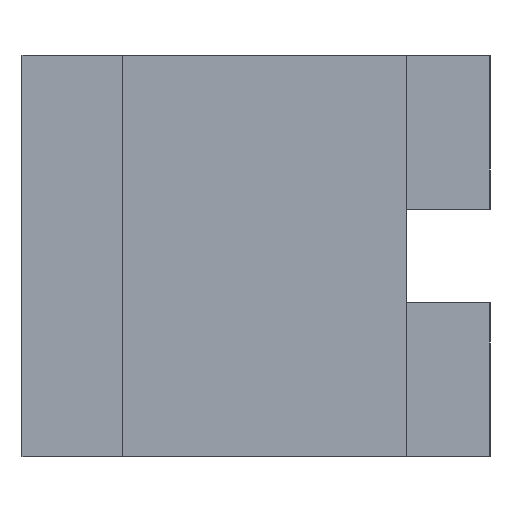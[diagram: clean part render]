
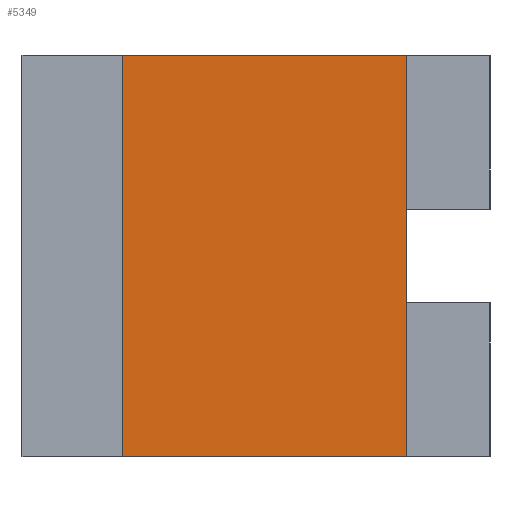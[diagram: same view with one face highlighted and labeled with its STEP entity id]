
A CAD part, left-side view. The second image highlights one B-rep face of the part: STEP entity #5349.
In plain terms, the highlighted planar face has unit normal (-1, 0, 0).
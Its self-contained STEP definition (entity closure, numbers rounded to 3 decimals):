
#3 = FACE_OUTER_BOUND ( 'NONE', #6283, .T. ) ;
#467 = ORIENTED_EDGE ( 'NONE', *, *, #921, .F. ) ;
#501 = VERTEX_POINT ( 'NONE', #5174 ) ;
#649 = VECTOR ( 'NONE', #3716, 1000. ) ;
#829 = CARTESIAN_POINT ( 'NONE',  ( -1., 0.25, -0.6 ) ) ;
#850 = CARTESIAN_POINT ( 'NONE',  ( -1., 1.1, -0.6 ) ) ;
#921 = EDGE_CURVE ( 'NONE', #2610, #501, #3305, .T. ) ;
#1191 = CARTESIAN_POINT ( 'NONE',  ( -1., 1.1, 0.6 ) ) ;
#1387 = CARTESIAN_POINT ( 'NONE',  ( -1., 1.1, 0.6 ) ) ;
#1641 = LINE ( 'NONE', #4351, #3382 ) ;
#1897 = EDGE_CURVE ( 'NONE', #6841, #2610, #1641, .T. ) ;
#2183 = CARTESIAN_POINT ( 'NONE',  ( -1., 0.25, -0.6 ) ) ;
#2210 = DIRECTION ( 'NONE',  ( 0., 0., 1. ) ) ;
#2610 = VERTEX_POINT ( 'NONE', #1191 ) ;
#3305 = LINE ( 'NONE', #1387, #649 ) ;
#3359 = DIRECTION ( 'NONE',  ( 0., 0., 1. ) ) ;
#3382 = VECTOR ( 'NONE', #2210, 1000. ) ;
#3518 = ORIENTED_EDGE ( 'NONE', *, *, #1897, .F. ) ;
#3716 = DIRECTION ( 'NONE',  ( 0., -1., 0. ) ) ;
#4030 = VECTOR ( 'NONE', #6092, 1000. ) ;
#4351 = CARTESIAN_POINT ( 'NONE',  ( -1., 1.1, -0.6 ) ) ;
#4750 = LINE ( 'NONE', #5527, #4030 ) ;
#5174 = CARTESIAN_POINT ( 'NONE',  ( -1., 0.25, 0.6 ) ) ;
#5349 = ADVANCED_FACE ( 'NONE', ( #3 ), #6414, .T. ) ;
#5527 = CARTESIAN_POINT ( 'NONE',  ( -1., 1.1, -0.6 ) ) ;
#5587 = LINE ( 'NONE', #2183, #7422 ) ;
#6092 = DIRECTION ( 'NONE',  ( 0., -1., 0. ) ) ;
#6283 = EDGE_LOOP ( 'NONE', ( #467, #3518, #6521, #6863 ) ) ;
#6414 = PLANE ( 'NONE',  #6912 ) ;
#6521 = ORIENTED_EDGE ( 'NONE', *, *, #6957, .T. ) ;
#6580 = EDGE_CURVE ( 'NONE', #6831, #501, #5587, .T. ) ;
#6831 = VERTEX_POINT ( 'NONE', #829 ) ;
#6841 = VERTEX_POINT ( 'NONE', #850 ) ;
#6863 = ORIENTED_EDGE ( 'NONE', *, *, #6580, .T. ) ;
#6912 = AXIS2_PLACEMENT_3D ( 'NONE', #6954, #7579, #7012 ) ;
#6954 = CARTESIAN_POINT ( 'NONE',  ( -1., 1.1, -0.6 ) ) ;
#6957 = EDGE_CURVE ( 'NONE', #6841, #6831, #4750, .T. ) ;
#7012 = DIRECTION ( 'NONE',  ( 0., 0., 1. ) ) ;
#7422 = VECTOR ( 'NONE', #3359, 1000. ) ;
#7579 = DIRECTION ( 'NONE',  ( -1., 0., 0. ) ) ;
